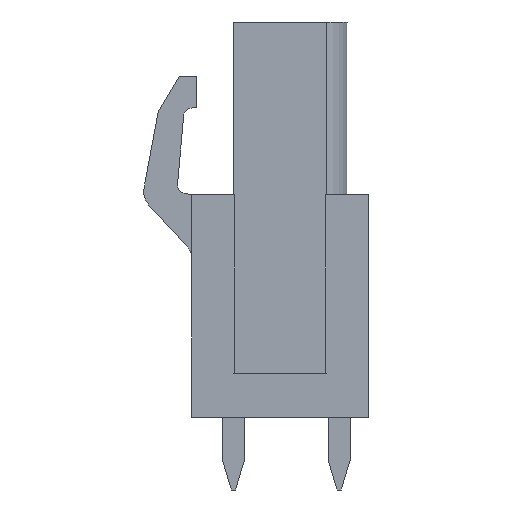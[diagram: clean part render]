
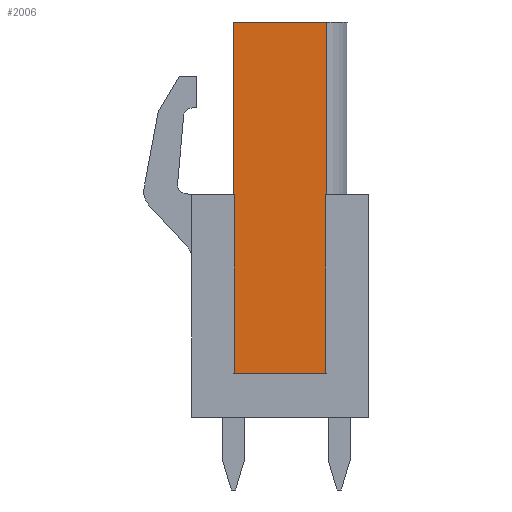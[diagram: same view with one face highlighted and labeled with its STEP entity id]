
A CAD part, left-side view. The second image highlights one B-rep face of the part: STEP entity #2006.
In plain terms, the highlighted planar face has unit normal (-1, 0, 0).
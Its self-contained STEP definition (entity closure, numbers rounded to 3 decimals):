
#2006 = ADVANCED_FACE( '', ( #4119 ), #4120, .F. );
#4119 = FACE_OUTER_BOUND( '', #7559, .T. );
#4120 = PLANE( '', #7560 );
#7559 = EDGE_LOOP( '', ( #13224, #13225, #13226, #13227, #13228, #13229, #13230, #13231 ) );
#7560 = AXIS2_PLACEMENT_3D( '', #13232, #13233, #13234 );
#13224 = ORIENTED_EDGE( '', *, *, #15597, .T. );
#13225 = ORIENTED_EDGE( '', *, *, #15555, .T. );
#13226 = ORIENTED_EDGE( '', *, *, #14440, .T. );
#13227 = ORIENTED_EDGE( '', *, *, #15550, .F. );
#13228 = ORIENTED_EDGE( '', *, *, #15310, .F. );
#13229 = ORIENTED_EDGE( '', *, *, #14709, .F. );
#13230 = ORIENTED_EDGE( '', *, *, #14319, .T. );
#13231 = ORIENTED_EDGE( '', *, *, #13948, .T. );
#13232 = CARTESIAN_POINT( '', ( -17.74, -3.25, 5.35 ) );
#13233 = DIRECTION( '', ( 1., 0., 0. ) );
#13234 = DIRECTION( '', ( 0., 0., -1. ) );
#13948 = EDGE_CURVE( '', #16396, #16393, #16397, .T. );
#14319 = EDGE_CURVE( '', #17038, #16396, #17041, .T. );
#14440 = EDGE_CURVE( '', #17261, #17259, #17262, .T. );
#14709 = EDGE_CURVE( '', #17038, #17691, #17694, .T. );
#15310 = EDGE_CURVE( '', #17691, #18612, #18613, .T. );
#15550 = EDGE_CURVE( '', #18612, #17259, #18948, .T. );
#15555 = EDGE_CURVE( '', #18952, #17261, #18954, .T. );
#15597 = EDGE_CURVE( '', #16393, #18952, #19010, .T. );
#16393 = VERTEX_POINT( '', #19966 );
#16396 = VERTEX_POINT( '', #19970 );
#16397 = LINE( '', #19971, #19972 );
#17038 = VERTEX_POINT( '', #20854 );
#17041 = LINE( '', #20859, #20860 );
#17259 = VERTEX_POINT( '', #21164 );
#17261 = VERTEX_POINT( '', #21167 );
#17262 = LINE( '', #21168, #21169 );
#17691 = VERTEX_POINT( '', #21796 );
#17694 = LINE( '', #21801, #21802 );
#18612 = VERTEX_POINT( '', #23153 );
#18613 = LINE( '', #23154, #23155 );
#18948 = LINE( '', #23662, #23663 );
#18952 = VERTEX_POINT( '', #23667 );
#18954 = LINE( '', #23670, #23671 );
#19010 = LINE( '', #23754, #23755 );
#19966 = CARTESIAN_POINT( '', ( -17.74, -2.65, 5.35 ) );
#19970 = CARTESIAN_POINT( '', ( -17.74, -2.65, -3.25 ) );
#19971 = CARTESIAN_POINT( '', ( -17.74, -2.65, -3.25 ) );
#19972 = VECTOR( '', #24861, 1000. );
#20854 = CARTESIAN_POINT( '', ( -17.74, 2.65, -3.25 ) );
#20859 = CARTESIAN_POINT( '', ( -17.74, 2.65, -3.25 ) );
#20860 = VECTOR( '', #25264, 1000. );
#21164 = CARTESIAN_POINT( '', ( -17.74, 2.25, 13.65 ) );
#21167 = CARTESIAN_POINT( '', ( -17.74, -2.25, 13.65 ) );
#21168 = CARTESIAN_POINT( '', ( -17.74, -3.25, 13.65 ) );
#21169 = VECTOR( '', #25418, 1000. );
#21796 = CARTESIAN_POINT( '', ( -17.74, 2.65, 5.35 ) );
#21801 = CARTESIAN_POINT( '', ( -17.74, 2.65, -3.25 ) );
#21802 = VECTOR( '', #25677, 1000. );
#23153 = CARTESIAN_POINT( '', ( -17.74, 2.25, 5.35 ) );
#23154 = CARTESIAN_POINT( '', ( -17.74, 2.65, 5.35 ) );
#23155 = VECTOR( '', #26258, 1000. );
#23662 = CARTESIAN_POINT( '', ( -17.74, 2.25, 5.35 ) );
#23663 = VECTOR( '', #26473, 1000. );
#23667 = CARTESIAN_POINT( '', ( -17.74, -2.25, 5.35 ) );
#23670 = CARTESIAN_POINT( '', ( -17.74, -2.25, 5.35 ) );
#23671 = VECTOR( '', #26475, 1000. );
#23754 = CARTESIAN_POINT( '', ( -17.74, -3.25, 5.35 ) );
#23755 = VECTOR( '', #26512, 1000. );
#24861 = DIRECTION( '', ( 0., 0., 1. ) );
#25264 = DIRECTION( '', ( 0., -1., 0. ) );
#25418 = DIRECTION( '', ( 0., 1., 0. ) );
#25677 = DIRECTION( '', ( 0., 0., 1. ) );
#26258 = DIRECTION( '', ( 0., -1., 0. ) );
#26473 = DIRECTION( '', ( 0., 0., 1. ) );
#26475 = DIRECTION( '', ( 0., 0., 1. ) );
#26512 = DIRECTION( '', ( 0., 1., 0. ) );
